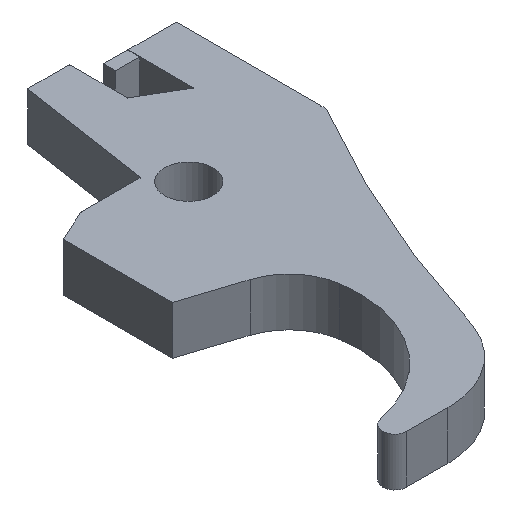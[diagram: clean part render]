
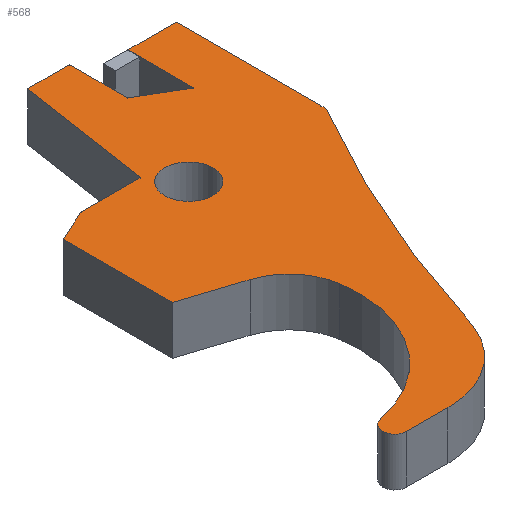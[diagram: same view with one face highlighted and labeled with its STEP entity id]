
A CAD part, isometric view. The second image highlights one B-rep face of the part: STEP entity #568.
In plain terms, the highlighted planar face has unit normal (0, 0, 1).
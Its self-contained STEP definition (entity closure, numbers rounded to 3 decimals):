
#21=FACE_BOUND('',#83,.T.);
#24=CIRCLE('',#616,7.5);
#25=CIRCLE('',#617,15.085);
#26=CIRCLE('',#618,1.5);
#27=CIRCLE('',#619,1.5);
#28=CIRCLE('',#620,11.);
#29=CIRCLE('',#621,157.);
#30=CIRCLE('',#622,3.);
#50=FACE_OUTER_BOUND('',#82,.T.);
#82=EDGE_LOOP('',(#400,#401,#402,#403,#404,#405,#406,#407,#408,#409,#410,
#411,#412,#413,#414,#415,#416,#417,#418,#419,#420));
#83=EDGE_LOOP('',(#421));
#123=LINE('',#850,#188);
#124=LINE('',#852,#189);
#125=LINE('',#854,#190);
#126=LINE('',#856,#191);
#127=LINE('',#858,#192);
#128=LINE('',#860,#193);
#129=LINE('',#868,#194);
#130=LINE('',#872,#195);
#131=LINE('',#876,#196);
#132=LINE('',#880,#197);
#133=LINE('',#882,#198);
#134=LINE('',#884,#199);
#135=LINE('',#886,#200);
#136=LINE('',#888,#201);
#137=LINE('',#889,#202);
#188=VECTOR('',#685,10.);
#189=VECTOR('',#686,20.);
#190=VECTOR('',#687,20.);
#191=VECTOR('',#688,20.);
#192=VECTOR('',#689,20.);
#193=VECTOR('',#690,20.);
#194=VECTOR('',#697,20.);
#195=VECTOR('',#700,20.);
#196=VECTOR('',#703,20.);
#197=VECTOR('',#706,20.);
#198=VECTOR('',#707,20.);
#199=VECTOR('',#708,20.);
#200=VECTOR('',#709,20.);
#201=VECTOR('',#710,20.);
#202=VECTOR('',#711,20.);
#249=VERTEX_POINT('',#848);
#250=VERTEX_POINT('',#849);
#251=VERTEX_POINT('',#851);
#252=VERTEX_POINT('',#853);
#253=VERTEX_POINT('',#855);
#254=VERTEX_POINT('',#857);
#255=VERTEX_POINT('',#859);
#256=VERTEX_POINT('',#861);
#257=VERTEX_POINT('',#863);
#258=VERTEX_POINT('',#865);
#259=VERTEX_POINT('',#867);
#260=VERTEX_POINT('',#869);
#261=VERTEX_POINT('',#871);
#262=VERTEX_POINT('',#873);
#263=VERTEX_POINT('',#875);
#264=VERTEX_POINT('',#877);
#265=VERTEX_POINT('',#879);
#266=VERTEX_POINT('',#881);
#267=VERTEX_POINT('',#883);
#268=VERTEX_POINT('',#885);
#269=VERTEX_POINT('',#887);
#270=VERTEX_POINT('',#890);
#307=EDGE_CURVE('',#249,#250,#123,.T.);
#308=EDGE_CURVE('',#250,#251,#124,.T.);
#309=EDGE_CURVE('',#251,#252,#125,.T.);
#310=EDGE_CURVE('',#252,#253,#126,.T.);
#311=EDGE_CURVE('',#253,#254,#127,.T.);
#312=EDGE_CURVE('',#254,#255,#128,.T.);
#313=EDGE_CURVE('',#255,#256,#24,.T.);
#314=EDGE_CURVE('',#256,#257,#25,.T.);
#315=EDGE_CURVE('',#257,#258,#26,.T.);
#316=EDGE_CURVE('',#258,#259,#129,.T.);
#317=EDGE_CURVE('',#259,#260,#27,.T.);
#318=EDGE_CURVE('',#260,#261,#130,.T.);
#319=EDGE_CURVE('',#261,#262,#28,.T.);
#320=EDGE_CURVE('',#262,#263,#131,.T.);
#321=EDGE_CURVE('',#263,#264,#29,.T.);
#322=EDGE_CURVE('',#264,#265,#132,.T.);
#323=EDGE_CURVE('',#265,#266,#133,.T.);
#324=EDGE_CURVE('',#266,#267,#134,.T.);
#325=EDGE_CURVE('',#267,#268,#135,.T.);
#326=EDGE_CURVE('',#268,#269,#136,.T.);
#327=EDGE_CURVE('',#269,#249,#137,.T.);
#328=EDGE_CURVE('',#270,#270,#30,.T.);
#400=ORIENTED_EDGE('',*,*,#307,.T.);
#401=ORIENTED_EDGE('',*,*,#308,.T.);
#402=ORIENTED_EDGE('',*,*,#309,.T.);
#403=ORIENTED_EDGE('',*,*,#310,.T.);
#404=ORIENTED_EDGE('',*,*,#311,.T.);
#405=ORIENTED_EDGE('',*,*,#312,.T.);
#406=ORIENTED_EDGE('',*,*,#313,.T.);
#407=ORIENTED_EDGE('',*,*,#314,.T.);
#408=ORIENTED_EDGE('',*,*,#315,.T.);
#409=ORIENTED_EDGE('',*,*,#316,.T.);
#410=ORIENTED_EDGE('',*,*,#317,.T.);
#411=ORIENTED_EDGE('',*,*,#318,.T.);
#412=ORIENTED_EDGE('',*,*,#319,.T.);
#413=ORIENTED_EDGE('',*,*,#320,.T.);
#414=ORIENTED_EDGE('',*,*,#321,.T.);
#415=ORIENTED_EDGE('',*,*,#322,.T.);
#416=ORIENTED_EDGE('',*,*,#323,.T.);
#417=ORIENTED_EDGE('',*,*,#324,.T.);
#418=ORIENTED_EDGE('',*,*,#325,.T.);
#419=ORIENTED_EDGE('',*,*,#326,.T.);
#420=ORIENTED_EDGE('',*,*,#327,.T.);
#421=ORIENTED_EDGE('',*,*,#328,.T.);
#544=PLANE('',#615);
#568=ADVANCED_FACE('',(#50,#21),#544,.T.);
#615=AXIS2_PLACEMENT_3D('',#847,#683,#684);
#616=AXIS2_PLACEMENT_3D('',#862,#691,#692);
#617=AXIS2_PLACEMENT_3D('',#864,#693,#694);
#618=AXIS2_PLACEMENT_3D('',#866,#695,#696);
#619=AXIS2_PLACEMENT_3D('',#870,#698,#699);
#620=AXIS2_PLACEMENT_3D('',#874,#701,#702);
#621=AXIS2_PLACEMENT_3D('',#878,#704,#705);
#622=AXIS2_PLACEMENT_3D('',#891,#712,#713);
#683=DIRECTION('center_axis',(0.,0.,1.));
#684=DIRECTION('ref_axis',(1.,0.,0.));
#685=DIRECTION('',(-1.,0.,0.));
#686=DIRECTION('',(-0.15,-0.989,0.));
#687=DIRECTION('',(-1.,0.,0.));
#688=DIRECTION('',(-0.912,-0.41,0.));
#689=DIRECTION('',(0.,-1.,0.));
#690=DIRECTION('',(0.953,-0.304,0.));
#691=DIRECTION('center_axis',(0.,0.,-1.));
#692=DIRECTION('ref_axis',(0.989,0.15,0.));
#693=DIRECTION('center_axis',(0.,0.,-1.));
#694=DIRECTION('ref_axis',(0.193,-0.981,0.));
#695=DIRECTION('center_axis',(0.,0.,1.));
#696=DIRECTION('ref_axis',(-0.193,0.981,0.));
#697=DIRECTION('',(0.,-1.,0.));
#698=DIRECTION('center_axis',(0.,0.,1.));
#699=DIRECTION('ref_axis',(-1.,0.,0.));
#700=DIRECTION('',(1.,0.,0.));
#701=DIRECTION('center_axis',(0.,0.,1.));
#702=DIRECTION('ref_axis',(0.,-1.,0.));
#703=DIRECTION('',(0.411,0.912,0.));
#704=DIRECTION('center_axis',(0.,0.,-1.));
#705=DIRECTION('ref_axis',(-0.865,0.502,0.));
#706=DIRECTION('',(0.038,0.999,0.));
#707=DIRECTION('',(0.,1.,0.));
#708=DIRECTION('',(-1.,0.,0.));
#709=DIRECTION('',(0.,-1.,0.));
#710=DIRECTION('',(-0.862,0.507,0.));
#711=DIRECTION('',(0.,1.,0.));
#712=DIRECTION('center_axis',(0.,0.,-1.));
#713=DIRECTION('ref_axis',(1.,0.,0.));
#847=CARTESIAN_POINT('Origin',(12.6,-2.085,6.5));
#848=CARTESIAN_POINT('',(17.,26.,6.5));
#849=CARTESIAN_POINT('',(11.8,26.,6.5));
#850=CARTESIAN_POINT('',(14.8,26.,6.5));
#851=CARTESIAN_POINT('',(9.295,9.435,6.5));
#852=CARTESIAN_POINT('',(11.8,26.,6.5));
#853=CARTESIAN_POINT('',(1.885,9.435,6.5));
#854=CARTESIAN_POINT('',(1.885,9.435,6.5));
#855=CARTESIAN_POINT('',(-2.2,7.6,6.5));
#856=CARTESIAN_POINT('',(1.885,9.435,6.5));
#857=CARTESIAN_POINT('',(-2.2,-6.,6.5));
#858=CARTESIAN_POINT('',(-2.2,7.6,6.5));
#859=CARTESIAN_POINT('',(5.083,-8.326,6.5));
#860=CARTESIAN_POINT('',(-2.2,-6.,6.5));
#861=CARTESIAN_POINT('',(10.216,-14.344,6.5));
#862=CARTESIAN_POINT('Origin',(2.801,-15.471,6.5));
#863=CARTESIAN_POINT('',(-1.789,-31.413,6.5));
#864=CARTESIAN_POINT('Origin',(-4.698,-16.61,6.5));
#865=CARTESIAN_POINT('',(-3.,-32.885,6.5));
#866=CARTESIAN_POINT('Origin',(-1.5,-32.885,6.5));
#867=CARTESIAN_POINT('',(-3.,-32.9,6.5));
#868=CARTESIAN_POINT('',(-3.,-32.9,6.5));
#869=CARTESIAN_POINT('',(-1.5,-34.4,6.5));
#870=CARTESIAN_POINT('Origin',(-1.5,-32.9,6.5));
#871=CARTESIAN_POINT('',(3.592,-34.4,6.5));
#872=CARTESIAN_POINT('',(2.293,-34.4,6.5));
#873=CARTESIAN_POINT('',(13.858,-27.352,6.5));
#874=CARTESIAN_POINT('Origin',(3.592,-23.4,6.5));
#875=CARTESIAN_POINT('',(13.998,-27.041,6.5));
#876=CARTESIAN_POINT('',(13.858,-27.352,6.5));
#877=CARTESIAN_POINT('',(28.172,5.258,6.5));
#878=CARTESIAN_POINT('Origin',(163.941,-73.581,6.5));
#879=CARTESIAN_POINT('',(28.2,6.,6.5));
#880=CARTESIAN_POINT('',(28.2,6.,6.5));
#881=CARTESIAN_POINT('',(28.2,23.949,6.5));
#882=CARTESIAN_POINT('',(28.2,12.,6.5));
#883=CARTESIAN_POINT('',(22.2,23.949,6.5));
#884=CARTESIAN_POINT('',(28.2,23.949,6.5));
#885=CARTESIAN_POINT('',(22.2,15.761,6.5));
#886=CARTESIAN_POINT('',(22.2,23.949,6.5));
#887=CARTESIAN_POINT('',(17.,18.82,6.5));
#888=CARTESIAN_POINT('',(17.,18.82,6.5));
#889=CARTESIAN_POINT('',(17.,30.229,6.5));
#890=CARTESIAN_POINT('',(8.8,6.,6.5));
#891=CARTESIAN_POINT('Origin',(11.8,6.,6.5));
